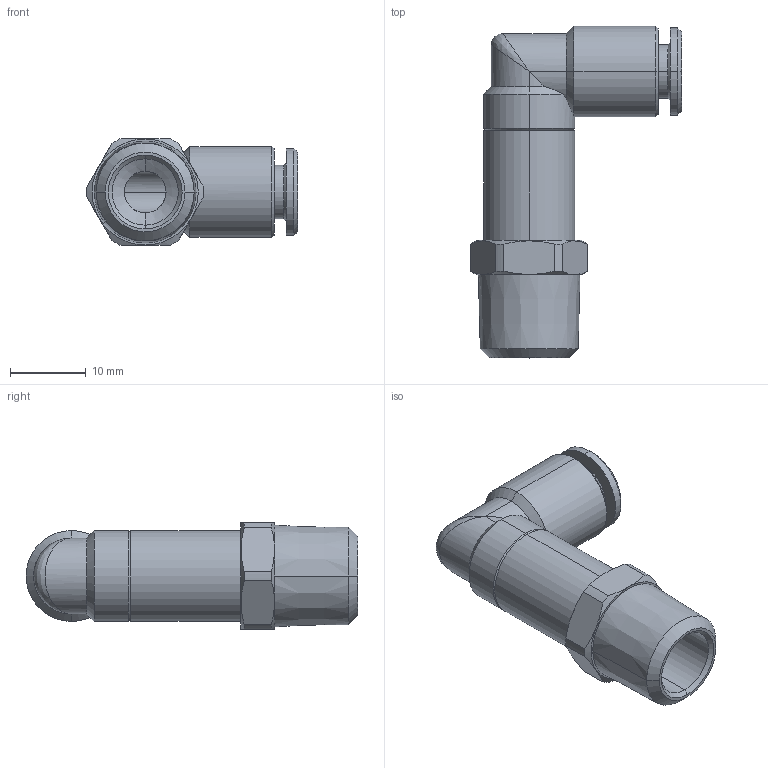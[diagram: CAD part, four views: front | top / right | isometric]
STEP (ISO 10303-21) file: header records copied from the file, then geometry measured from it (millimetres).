
FILE_DESCRIPTION (( 'STEP AP203' ), '1' );
FILE_NAME ('B0070032.STEP', '2011-03-22T15:48:50', ( '' ), ( 'sopra-pneumatic' ), 'SwSTEP 2.0', 'SolidWorks 2009', '' );
FILE_SCHEMA (( 'CONFIG_CONTROL_DESIGN' ));
Length unit declared in the file: millimetre
Products named in the file (1): B0070032
Bounding box: 27.85 x 43.8 x 14 mm (x, y, z)
Volume: 4092.9 mm3; surface area: 3884.9 mm2
Topology: 1 solids, 3 shells, 93 faces, 209 edges, 126 vertices
Faces by surface type: cylinder 36, cone 32, plane 24, bspline 1
Entity records: 3283 total; most frequent: CARTESIAN_POINT 1162, DIRECTION 442, ORIENTED_EDGE 414, EDGE_CURVE 207, AXIS2_PLACEMENT_3D 179, VERTEX_POINT 126, EDGE_LOOP 101, ADVANCED_FACE 93
